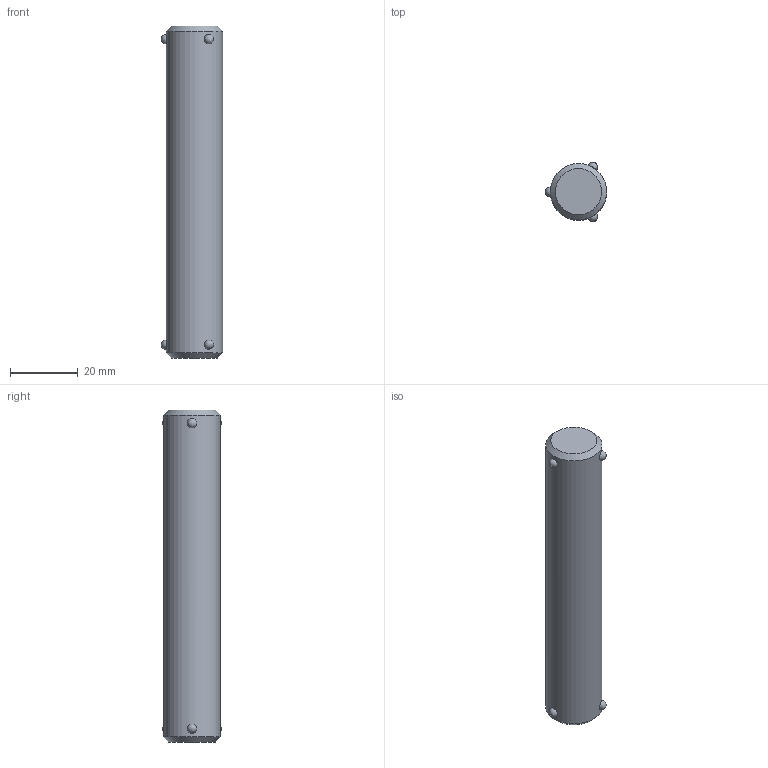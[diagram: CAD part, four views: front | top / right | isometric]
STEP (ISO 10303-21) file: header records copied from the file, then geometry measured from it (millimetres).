
FILE_DESCRIPTION(/* description */ (''),/* implementation_level */ '2;1');
FILE_NAME(/* name */ 'Maker''s Muse/Footage/2020/Easter Egg 2020/Final Puzzle Egg/Step Files/Center Rod.step',/* time_stamp */ '2020-04-02T00:34:14+11:00',/* author */ (''),/* organization */ (''),/* preprocessor_version */ 'ST-DEVELOPER v18',/* originating_system */ 'Autodesk Translation Framework v8.12.0.6',/* authorisation */ '');
FILE_SCHEMA (('AUTOMOTIVE_DESIGN { 1 0 10303 214 3 1 1 }'));
Length unit declared in the file: millimetre
Products named in the file (1): Center Rod
Bounding box: 18.1 x 17.33 x 97.8 mm (x, y, z)
Volume: 21095.3 mm3; surface area: 5481.3 mm2
Topology: 1 solids, 1 shells, 11 faces, 31 edges, 22 vertices
Faces by surface type: sphere 6, cone 2, plane 2, cylinder 1
Full cylindrical faces by diameter (mm): 16.6 x1
Entity records: 574 total; most frequent: CARTESIAN_POINT 299, DIRECTION 47, ORIENTED_EDGE 38, EDGE_LOOP 23, VERTEX_POINT 22, AXIS2_PLACEMENT_3D 22, EDGE_CURVE 19, FACE_BOUND 12
